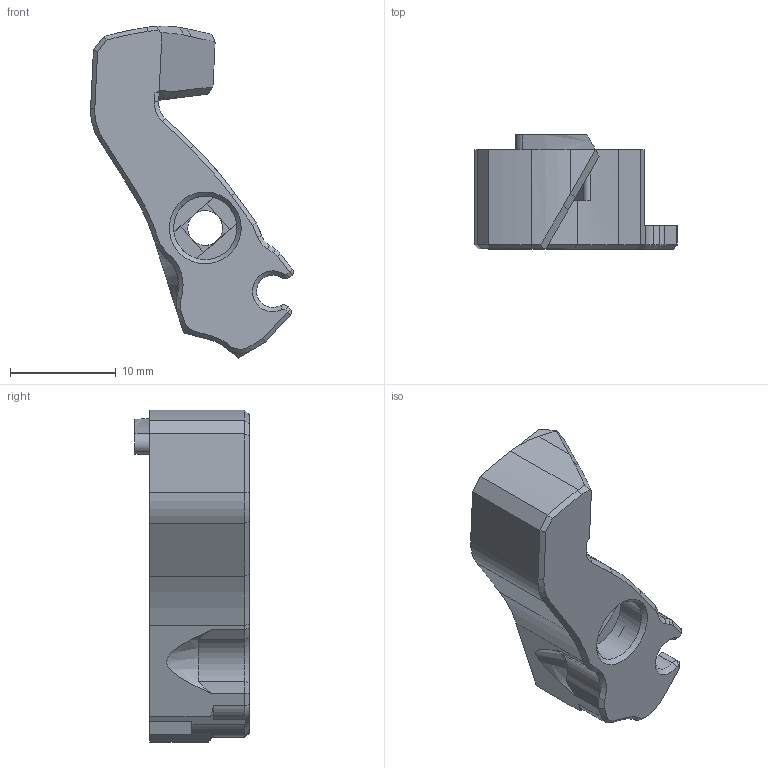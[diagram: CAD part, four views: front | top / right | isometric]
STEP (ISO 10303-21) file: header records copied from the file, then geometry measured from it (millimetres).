
FILE_DESCRIPTION(/* description */ (''),/* implementation_level */ '2;1');
FILE_NAME(/* name */ 'Clockwork2_Guidler_B_MR85ZZ.step',/* time_stamp */ '2022-11-11T06:30:11-07:00',/* author */ (''),/* organization */ (''),/* preprocessor_version */ 'ST-DEVELOPER v19.2',/* originating_system */ 'Autodesk Translation Framework v11.17.0.187',/* authorisation */ '');
FILE_SCHEMA (('AUTOMOTIVE_DESIGN { 1 0 10303 214 3 1 1 }'));
Length unit declared in the file: millimetre
Products named in the file (1): Clockwork2_guidler_b
Bounding box: 19.18 x 10.8 x 31.4 mm (x, y, z)
Volume: 1800.1 mm3; surface area: 1579 mm2
Topology: 1 solids, 1 shells, 123 faces, 321 edges, 198 vertices
Faces by surface type: plane 68, cylinder 29, cone 22, bspline 4
Full cylindrical faces by diameter (mm): 3.3 x1, 6 x1
Entity records: 3835 total; most frequent: CARTESIAN_POINT 769, ORIENTED_EDGE 638, DIRECTION 637, EDGE_CURVE 319, AXIS2_PLACEMENT_3D 215, LINE 207, VECTOR 207, VERTEX_POINT 198
